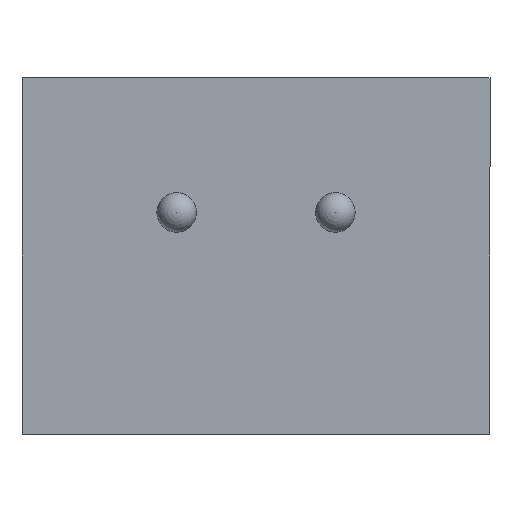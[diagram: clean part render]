
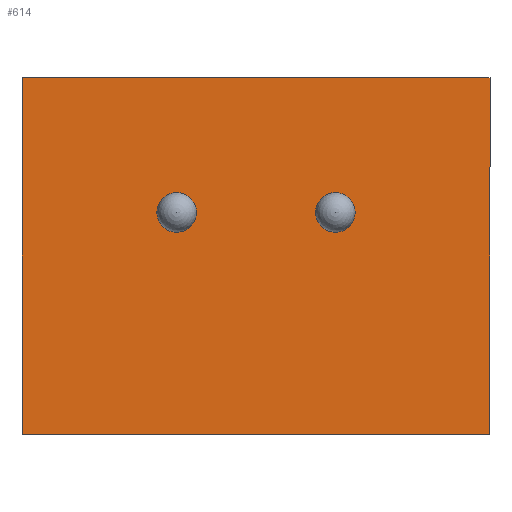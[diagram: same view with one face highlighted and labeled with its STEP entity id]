
A CAD part, front view. The second image highlights one B-rep face of the part: STEP entity #614.
In plain terms, the highlighted planar face has unit normal (0, -1, 0).
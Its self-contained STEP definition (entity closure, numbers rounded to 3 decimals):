
#20 = EDGE_CURVE ( 'NONE', #648, #957, #1128, .T. ) ;
#34 = VERTEX_POINT ( 'NONE', #95 ) ;
#39 = AXIS2_PLACEMENT_3D ( 'NONE', #286, #571, #837 ) ;
#66 = ORIENTED_EDGE ( 'NONE', *, *, #805, .T. ) ;
#95 = CARTESIAN_POINT ( 'NONE',  ( -2.95, 0., -2.25 ) ) ;
#106 = AXIS2_PLACEMENT_3D ( 'NONE', #840, #474, #387 ) ;
#130 = PLANE ( 'NONE',  #106 ) ;
#133 = ORIENTED_EDGE ( 'NONE', *, *, #892, .T. ) ;
#165 = EDGE_CURVE ( 'NONE', #455, #34, #968, .T. ) ;
#170 = CIRCLE ( 'NONE', #39, 0.25 ) ;
#177 = CARTESIAN_POINT ( 'NONE',  ( 1., 0., 0.8 ) ) ;
#183 = EDGE_LOOP ( 'NONE', ( #914, #1132, #1147, #830 ) ) ;
#187 = FACE_OUTER_BOUND ( 'NONE', #183, .T. ) ;
#223 = DIRECTION ( 'NONE',  ( 0., 1., 0. ) ) ;
#226 = DIRECTION ( 'NONE',  ( 0., 0., 1. ) ) ;
#233 = AXIS2_PLACEMENT_3D ( 'NONE', #268, #911, #362 ) ;
#242 = CARTESIAN_POINT ( 'NONE',  ( 2.95, 0., -2.25 ) ) ;
#249 = CIRCLE ( 'NONE', #233, 0.25 ) ;
#268 = CARTESIAN_POINT ( 'NONE',  ( -1., 0., 0.55 ) ) ;
#286 = CARTESIAN_POINT ( 'NONE',  ( 1., 0., 0.55 ) ) ;
#300 = EDGE_CURVE ( 'NONE', #401, #568, #832, .T. ) ;
#326 = CARTESIAN_POINT ( 'NONE',  ( 1., 0., 0.55 ) ) ;
#338 = DIRECTION ( 'NONE',  ( 0., 0., 1. ) ) ;
#362 = DIRECTION ( 'NONE',  ( 0., 0., 1. ) ) ;
#383 = CARTESIAN_POINT ( 'NONE',  ( 1., 0., 0.3 ) ) ;
#387 = DIRECTION ( 'NONE',  ( 0., 0., 1. ) ) ;
#388 = CARTESIAN_POINT ( 'NONE',  ( -2.95, 0., 2.25 ) ) ;
#399 = DIRECTION ( 'NONE',  ( -1., 0., 0. ) ) ;
#401 = VERTEX_POINT ( 'NONE', #743 ) ;
#455 = VERTEX_POINT ( 'NONE', #242 ) ;
#472 = DIRECTION ( 'NONE',  ( 0., 0., -1. ) ) ;
#474 = DIRECTION ( 'NONE',  ( 0., 1., 0. ) ) ;
#476 = EDGE_LOOP ( 'NONE', ( #488, #133 ) ) ;
#488 = ORIENTED_EDGE ( 'NONE', *, *, #20, .T. ) ;
#489 = CARTESIAN_POINT ( 'NONE',  ( 2.95, 0., 2.25 ) ) ;
#494 = FACE_BOUND ( 'NONE', #476, .T. ) ;
#510 = CARTESIAN_POINT ( 'NONE',  ( -1., 0., 0.55 ) ) ;
#568 = VERTEX_POINT ( 'NONE', #489 ) ;
#571 = DIRECTION ( 'NONE',  ( 0., 1., 0. ) ) ;
#581 = VECTOR ( 'NONE', #399, 1000. ) ;
#599 = VERTEX_POINT ( 'NONE', #383 ) ;
#614 = ADVANCED_FACE ( 'NONE', ( #1038, #494, #187 ), #130, .F. ) ;
#623 = VECTOR ( 'NONE', #1126, 1000. ) ;
#644 = EDGE_CURVE ( 'NONE', #599, #888, #170, .T. ) ;
#646 = EDGE_CURVE ( 'NONE', #568, #455, #1021, .T. ) ;
#648 = VERTEX_POINT ( 'NONE', #1025 ) ;
#659 = CIRCLE ( 'NONE', #951, 0.25 ) ;
#683 = DIRECTION ( 'NONE',  ( 0., 0., 1. ) ) ;
#722 = CARTESIAN_POINT ( 'NONE',  ( -2.95, 0., -2.25 ) ) ;
#731 = CARTESIAN_POINT ( 'NONE',  ( -1., 0., 0.3 ) ) ;
#743 = CARTESIAN_POINT ( 'NONE',  ( -2.95, 0., 2.25 ) ) ;
#747 = CARTESIAN_POINT ( 'NONE',  ( 2.95, 0., -2.25 ) ) ;
#786 = CARTESIAN_POINT ( 'NONE',  ( -2.95, 0., -2.25 ) ) ;
#788 = LINE ( 'NONE', #786, #1027 ) ;
#805 = EDGE_CURVE ( 'NONE', #888, #599, #659, .T. ) ;
#830 = ORIENTED_EDGE ( 'NONE', *, *, #300, .F. ) ;
#832 = LINE ( 'NONE', #388, #623 ) ;
#837 = DIRECTION ( 'NONE',  ( 0., 0., 1. ) ) ;
#840 = CARTESIAN_POINT ( 'NONE',  ( -2.95, 0., 2.25 ) ) ;
#874 = DIRECTION ( 'NONE',  ( 0., 1., 0. ) ) ;
#888 = VERTEX_POINT ( 'NONE', #177 ) ;
#892 = EDGE_CURVE ( 'NONE', #957, #648, #249, .T. ) ;
#911 = DIRECTION ( 'NONE',  ( 0., 1., 0. ) ) ;
#914 = ORIENTED_EDGE ( 'NONE', *, *, #1041, .F. ) ;
#951 = AXIS2_PLACEMENT_3D ( 'NONE', #326, #874, #226 ) ;
#957 = VERTEX_POINT ( 'NONE', #731 ) ;
#964 = VECTOR ( 'NONE', #472, 1000. ) ;
#968 = LINE ( 'NONE', #722, #581 ) ;
#1021 = LINE ( 'NONE', #747, #964 ) ;
#1025 = CARTESIAN_POINT ( 'NONE',  ( -1., 0., 0.8 ) ) ;
#1027 = VECTOR ( 'NONE', #683, 1000. ) ;
#1038 = FACE_BOUND ( 'NONE', #1044, .T. ) ;
#1039 = AXIS2_PLACEMENT_3D ( 'NONE', #510, #223, #338 ) ;
#1041 = EDGE_CURVE ( 'NONE', #34, #401, #788, .T. ) ;
#1044 = EDGE_LOOP ( 'NONE', ( #66, #1153 ) ) ;
#1126 = DIRECTION ( 'NONE',  ( 1., 0., 0. ) ) ;
#1128 = CIRCLE ( 'NONE', #1039, 0.25 ) ;
#1132 = ORIENTED_EDGE ( 'NONE', *, *, #165, .F. ) ;
#1147 = ORIENTED_EDGE ( 'NONE', *, *, #646, .F. ) ;
#1153 = ORIENTED_EDGE ( 'NONE', *, *, #644, .T. ) ;
